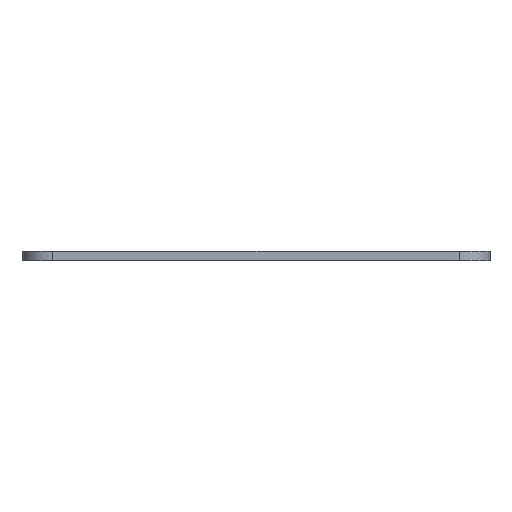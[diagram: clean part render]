
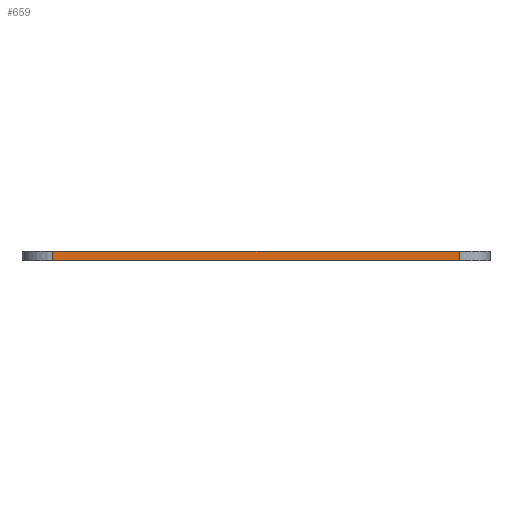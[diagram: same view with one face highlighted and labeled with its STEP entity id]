
A CAD part, left-side view. The second image highlights one B-rep face of the part: STEP entity #659.
In plain terms, the highlighted planar face has unit normal (-1, 0, 0).
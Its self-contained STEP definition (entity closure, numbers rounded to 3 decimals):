
#94 = VERTEX_POINT('',#95);
#95 = CARTESIAN_POINT('',(0.,5.,0.));
#177 = VERTEX_POINT('',#178);
#178 = CARTESIAN_POINT('',(0.,70.7,0.));
#185 = EDGE_CURVE('',#177,#94,#186,.T.);
#186 = LINE('',#187,#188);
#187 = CARTESIAN_POINT('',(0.,75.7,0.));
#188 = VECTOR('',#189,1.);
#189 = DIRECTION('',(0.,-1.,0.));
#632 = EDGE_CURVE('',#94,#633,#635,.T.);
#633 = VERTEX_POINT('',#634);
#634 = CARTESIAN_POINT('',(0.,5.,1.5));
#635 = LINE('',#636,#637);
#636 = CARTESIAN_POINT('',(0.,5.,0.));
#637 = VECTOR('',#638,1.);
#638 = DIRECTION('',(0.,0.,1.));
#659 = ADVANCED_FACE('',(#660),#678,.F.);
#660 = FACE_BOUND('',#661,.F.);
#661 = EDGE_LOOP('',(#662,#663,#671,#677));
#662 = ORIENTED_EDGE('',*,*,#185,.F.);
#663 = ORIENTED_EDGE('',*,*,#664,.T.);
#664 = EDGE_CURVE('',#177,#665,#667,.T.);
#665 = VERTEX_POINT('',#666);
#666 = CARTESIAN_POINT('',(0.,70.7,1.5));
#667 = LINE('',#668,#669);
#668 = CARTESIAN_POINT('',(0.,70.7,0.));
#669 = VECTOR('',#670,1.);
#670 = DIRECTION('',(0.,0.,1.));
#671 = ORIENTED_EDGE('',*,*,#672,.T.);
#672 = EDGE_CURVE('',#665,#633,#673,.T.);
#673 = LINE('',#674,#675);
#674 = CARTESIAN_POINT('',(0.,75.7,1.5));
#675 = VECTOR('',#676,1.);
#676 = DIRECTION('',(0.,-1.,0.));
#677 = ORIENTED_EDGE('',*,*,#632,.F.);
#678 = PLANE('',#679);
#679 = AXIS2_PLACEMENT_3D('',#680,#681,#682);
#680 = CARTESIAN_POINT('',(0.,75.7,0.));
#681 = DIRECTION('',(1.,0.,0.));
#682 = DIRECTION('',(0.,-1.,0.));
